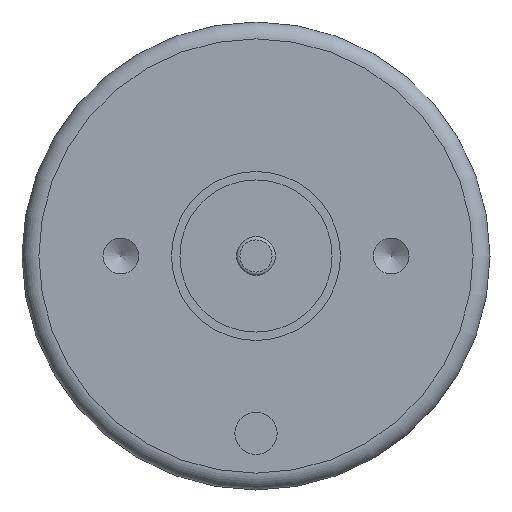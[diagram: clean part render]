
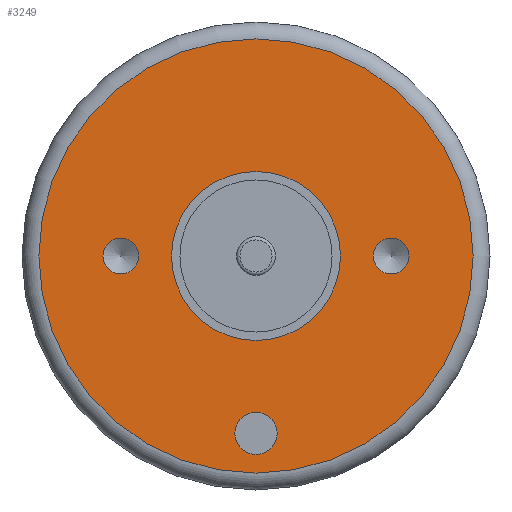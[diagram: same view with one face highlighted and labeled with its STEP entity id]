
A CAD part, front view. The second image highlights one B-rep face of the part: STEP entity #3249.
In plain terms, the highlighted planar face has unit normal (0, -1, 0).
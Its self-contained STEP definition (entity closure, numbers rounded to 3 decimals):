
#652=CARTESIAN_POINT('',(1.25,0.0,-10.5));
#653=VERTEX_POINT('',#652);
#654=CARTESIAN_POINT('',(0.0,0.0,-10.5));
#655=DIRECTION('',(0.0,1.0,0.0));
#656=DIRECTION('',(-1.0,0.0,0.0));
#657=AXIS2_PLACEMENT_3D('',#654,#655,#656);
#658=CIRCLE('',#657,1.25);
#659=EDGE_CURVE('',#653,#653,#658,.T.);
#3006=CARTESIAN_POINT('',(-6.944,0.0,0.0));
#3007=VERTEX_POINT('',#3006);
#3008=CARTESIAN_POINT('',(-8.0,0.0,0.0));
#3009=DIRECTION('',(0.0,1.0,0.0));
#3010=DIRECTION('',(1.0,0.0,0.0));
#3011=AXIS2_PLACEMENT_3D('',#3008,#3009,#3010);
#3012=CIRCLE('',#3011,1.057);
#3013=EDGE_CURVE('',#3007,#3007,#3012,.T.);
#3085=CARTESIAN_POINT('',(9.057,0.0,0.0));
#3086=VERTEX_POINT('',#3085);
#3087=CARTESIAN_POINT('',(8.0,0.0,0.0));
#3088=DIRECTION('',(0.0,1.0,0.0));
#3089=DIRECTION('',(1.0,0.0,0.0));
#3090=AXIS2_PLACEMENT_3D('',#3087,#3088,#3089);
#3091=CIRCLE('',#3090,1.057);
#3092=EDGE_CURVE('',#3086,#3086,#3091,.T.);
#3165=CARTESIAN_POINT('',(5.0,0.0,0.));
#3166=VERTEX_POINT('',#3165);
#3167=CARTESIAN_POINT('',(0.0,0.0,0.0));
#3168=DIRECTION('',(0.0,1.0,0.0));
#3169=DIRECTION('',(-1.0,0.0,0.0));
#3170=AXIS2_PLACEMENT_3D('',#3167,#3168,#3169);
#3171=CIRCLE('',#3170,5.0);
#3172=EDGE_CURVE('',#3166,#3166,#3171,.T.);
#3205=CARTESIAN_POINT('',(-12.85,0.0,0.));
#3206=VERTEX_POINT('',#3205);
#3207=CARTESIAN_POINT('',(0.0,0.0,0.0));
#3208=DIRECTION('',(0.0,1.0,0.0));
#3209=DIRECTION('',(1.0,0.0,0.0));
#3210=AXIS2_PLACEMENT_3D('',#3207,#3208,#3209);
#3211=CIRCLE('',#3210,12.85);
#3212=EDGE_CURVE('',#3206,#3206,#3211,.T.);
#3229=CARTESIAN_POINT('',(0.0,0.0,0.0));
#3230=DIRECTION('',(0.0,-1.0,0.0));
#3231=DIRECTION('',(0.0,0.0,-1.0));
#3232=AXIS2_PLACEMENT_3D('',#3229,#3230,#3231);
#3233=PLANE('',#3232);
#3234=ORIENTED_EDGE('',*,*,#3212,.F.);
#3235=EDGE_LOOP('',(#3234));
#3236=FACE_OUTER_BOUND('',#3235,.T.);
#3237=ORIENTED_EDGE('',*,*,#3013,.T.);
#3238=EDGE_LOOP('',(#3237));
#3239=FACE_BOUND('',#3238,.T.);
#3240=ORIENTED_EDGE('',*,*,#3092,.T.);
#3241=EDGE_LOOP('',(#3240));
#3242=FACE_BOUND('',#3241,.T.);
#3243=ORIENTED_EDGE('',*,*,#3172,.T.);
#3244=EDGE_LOOP('',(#3243));
#3245=FACE_BOUND('',#3244,.T.);
#3246=ORIENTED_EDGE('',*,*,#659,.T.);
#3247=EDGE_LOOP('',(#3246));
#3248=FACE_BOUND('',#3247,.T.);
#3249=ADVANCED_FACE('',(#3236,#3239,#3242,#3245,#3248),#3233,.T.);
